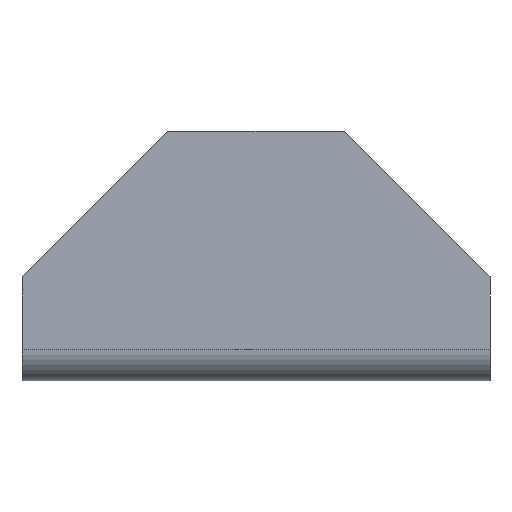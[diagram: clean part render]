
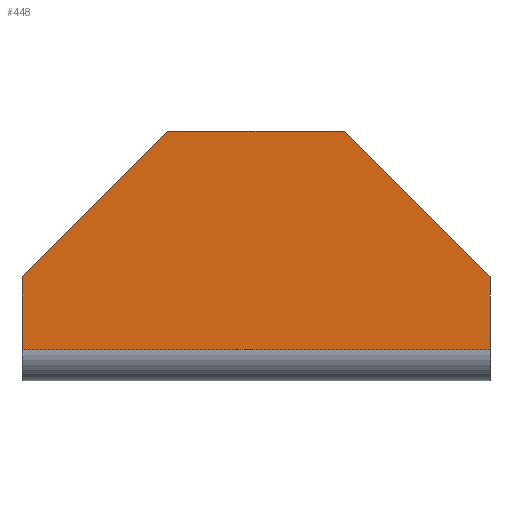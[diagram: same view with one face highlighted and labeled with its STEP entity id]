
A CAD part, left-side view. The second image highlights one B-rep face of the part: STEP entity #448.
In plain terms, the highlighted planar face has unit normal (-1, 0, 0).
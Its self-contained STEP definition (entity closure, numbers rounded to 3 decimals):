
#33=PLANE('',#508);
#62=FACE_OUTER_BOUND('',#93,.T.);
#93=EDGE_LOOP('',(#385,#386,#387,#388,#389,#390));
#114=LINE('',#699,#155);
#122=LINE('',#716,#163);
#128=LINE('',#729,#169);
#130=LINE('',#733,#171);
#142=LINE('',#757,#183);
#143=LINE('',#759,#184);
#155=VECTOR('',#571,19.799);
#163=VECTOR('',#583,7.);
#169=VECTOR('',#593,19.799);
#171=VECTOR('',#597,7.);
#183=VECTOR('',#619,17.);
#184=VECTOR('',#622,45.);
#220=VERTEX_POINT('',#697);
#221=VERTEX_POINT('',#698);
#228=VERTEX_POINT('',#714);
#232=VERTEX_POINT('',#726);
#233=VERTEX_POINT('',#728);
#234=VERTEX_POINT('',#732);
#265=EDGE_CURVE('',#220,#221,#114,.T.);
#274=EDGE_CURVE('',#220,#228,#122,.T.);
#280=EDGE_CURVE('',#232,#233,#128,.T.);
#282=EDGE_CURVE('',#234,#233,#130,.T.);
#295=EDGE_CURVE('',#232,#221,#142,.T.);
#296=EDGE_CURVE('',#234,#228,#143,.T.);
#385=ORIENTED_EDGE('',*,*,#265,.F.);
#386=ORIENTED_EDGE('',*,*,#274,.T.);
#387=ORIENTED_EDGE('',*,*,#296,.F.);
#388=ORIENTED_EDGE('',*,*,#282,.T.);
#389=ORIENTED_EDGE('',*,*,#280,.F.);
#390=ORIENTED_EDGE('',*,*,#295,.T.);
#448=ADVANCED_FACE('',(#62),#33,.T.);
#508=AXIS2_PLACEMENT_3D('',#758,#620,#621);
#571=DIRECTION('',(0.,-0.707,0.707));
#583=DIRECTION('',(0.,0.,-1.));
#593=DIRECTION('',(0.,-0.707,-0.707));
#597=DIRECTION('',(0.,0.,1.));
#619=DIRECTION('',(0.,1.,0.));
#620=DIRECTION('center_axis',(-1.,0.,0.));
#621=DIRECTION('ref_axis',(0.,0.,1.));
#622=DIRECTION('',(0.,1.,0.));
#697=CARTESIAN_POINT('',(-3.,22.5,-5.));
#698=CARTESIAN_POINT('',(-3.,8.5,9.));
#699=CARTESIAN_POINT('',(-3.,9.875,7.625));
#714=CARTESIAN_POINT('',(-3.,22.5,-12.));
#716=CARTESIAN_POINT('',(-3.,22.5,-12.));
#726=CARTESIAN_POINT('',(-3.,-8.5,9.));
#728=CARTESIAN_POINT('',(-3.,-22.5,-5.));
#729=CARTESIAN_POINT('',(-3.,-9.875,7.625));
#732=CARTESIAN_POINT('',(-3.,-22.5,-12.));
#733=CARTESIAN_POINT('',(-3.,-22.5,-12.));
#757=CARTESIAN_POINT('',(-3.,0.,9.));
#758=CARTESIAN_POINT('Origin',(-3.,0.,9.));
#759=CARTESIAN_POINT('',(-3.,0.,-12.));
